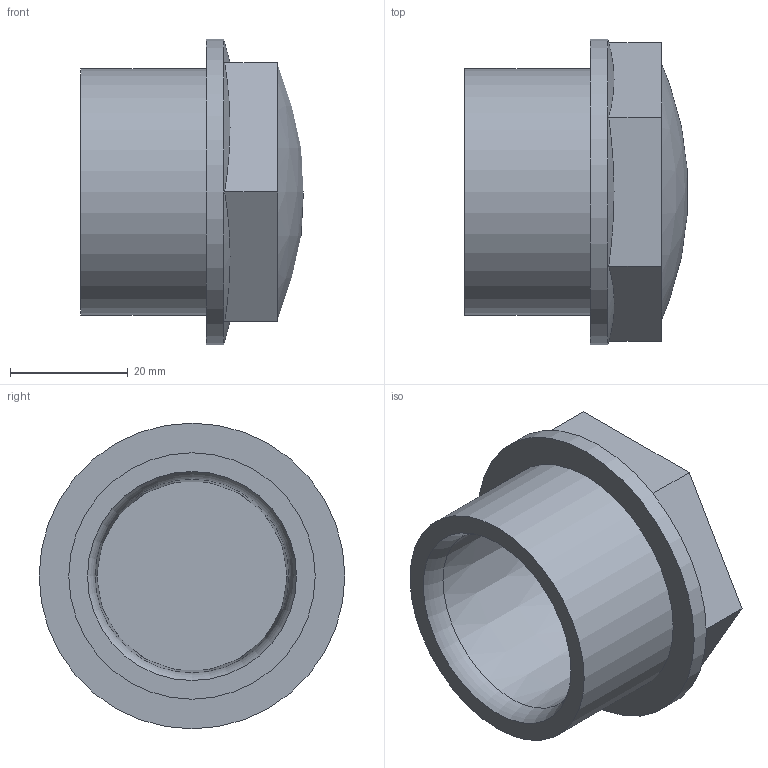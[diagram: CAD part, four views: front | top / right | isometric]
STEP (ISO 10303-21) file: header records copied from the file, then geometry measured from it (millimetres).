
FILE_DESCRIPTION(/* description */ (''),/* implementation_level */ '2;1');
FILE_NAME(/* name */ 'PFV114.ipt.stp',/* time_stamp */ '2013-10-01T14:50:40+02:00',/* author */ ('bfaro'),/* organization */ (''),/* preprocessor_version */ 'ST-DEVELOPER v15.2',/* originating_system */ 'Autodesk Inventor 2014',/* authorisation */ '');
FILE_SCHEMA (('AUTOMOTIVE_DESIGN { 1 0 10303 214 3 1 1 }'));
Length unit declared in the file: millimetre
Products named in the file (1): PFV114
Bounding box: 37.87 x 52 x 52 mm (x, y, z)
Volume: 34103.5 mm3; surface area: 11266.9 mm2
Topology: 1 solids, 1 shells, 16 faces, 38 edges, 27 vertices
Faces by surface type: plane 10, cylinder 2, cone 2, torus 1, sphere 1
Full cylindrical faces by diameter (mm): 41.9 x1, 52 x1
Entity records: 453 total; most frequent: CARTESIAN_POINT 99, ORIENTED_EDGE 64, DIRECTION 62, EDGE_CURVE 32, VERTEX_POINT 26, AXIS2_PLACEMENT_3D 25, EDGE_LOOP 24, FACE_OUTER_BOUND 16
